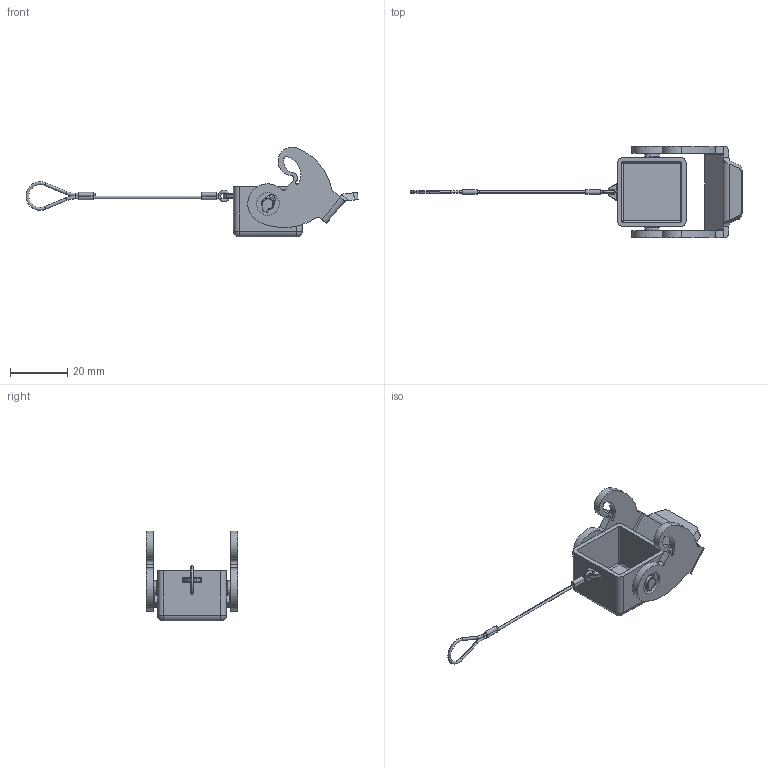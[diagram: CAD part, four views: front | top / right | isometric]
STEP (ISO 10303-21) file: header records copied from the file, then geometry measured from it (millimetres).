
FILE_DESCRIPTION(('Creo Elements/Direct Modeling STEP Export'),'2;1');
FILE_NAME('0ln7uvk53cntrju1948','2020-06-25T15:55:28',(''),(''),'Creo Elements/Direct Modeling STEP processor for AP214 (Solid Model)','Creo Elements/Direct Modeling 20.1B 02-Apr-2019 (C) Parametric Technology GmbH','');
FILE_SCHEMA(('AUTOMOTIVE_DESIGN { 1 0 10303 214 1 1 1 1 }'));
Length unit declared in the file: millimetre
Products named in the file (3): p1; p2; CKH 03 CXA
Assembly tree (2 placements, depth 2):
  CKH 03 CXA
    p2
    p1
Bounding box: 115.86 x 32 x 31.34 mm (x, y, z)
Volume: 6558.8 mm3; surface area: 8170 mm2
Topology: 2 solids, 2 shells, 279 faces, 722 edges, 439 vertices
Faces by surface type: cylinder 133, plane 98, torus 24, bspline 12, sphere 8, cone 4
Entity records: 10096 total; most frequent: CARTESIAN_POINT 3250, DIRECTION 1460, ORIENTED_EDGE 1416, EDGE_CURVE 706, AXIS2_PLACEMENT_3D 551, VERTEX_POINT 439, VECTOR 358, LINE 358
